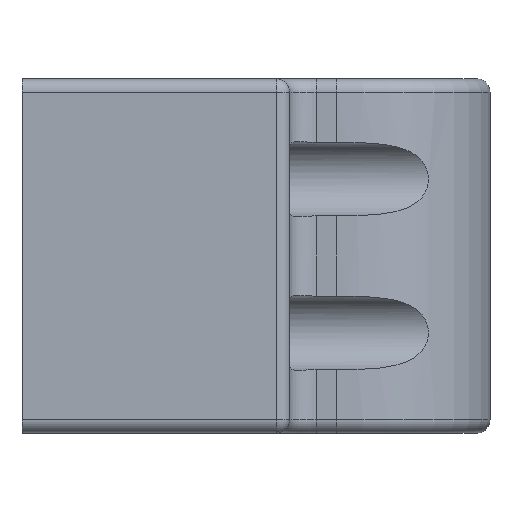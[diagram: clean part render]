
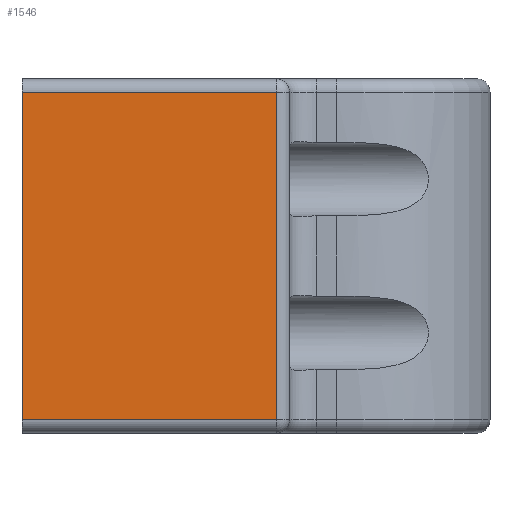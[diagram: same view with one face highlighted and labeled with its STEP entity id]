
A CAD part, left-side view. The second image highlights one B-rep face of the part: STEP entity #1546.
In plain terms, the highlighted planar face has unit normal (-1, 0, 0).
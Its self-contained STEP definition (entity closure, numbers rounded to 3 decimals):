
#13 = ORIENTED_EDGE ( 'NONE', *, *, #2152, .T. ) ;
#28 = CARTESIAN_POINT ( 'NONE',  ( -19.5, 35., 12.25 ) ) ;
#69 = LINE ( 'NONE', #361, #1930 ) ;
#157 = CARTESIAN_POINT ( 'NONE',  ( -19.5, 35., -12.25 ) ) ;
#160 = ORIENTED_EDGE ( 'NONE', *, *, #2435, .T. ) ;
#195 = VECTOR ( 'NONE', #1695, 1000. ) ;
#243 = ORIENTED_EDGE ( 'NONE', *, *, #1419, .F. ) ;
#320 = EDGE_LOOP ( 'NONE', ( #1010, #13, #160, #243 ) ) ;
#350 = CARTESIAN_POINT ( 'NONE',  ( -19.5, 16., 12.25 ) ) ;
#356 = PLANE ( 'NONE',  #1713 ) ;
#361 = CARTESIAN_POINT ( 'NONE',  ( -19.5, 16., 13.25 ) ) ;
#400 = CARTESIAN_POINT ( 'NONE',  ( -19.5, 35., -12.25 ) ) ;
#470 = VERTEX_POINT ( 'NONE', #157 ) ;
#568 = CARTESIAN_POINT ( 'NONE',  ( -19.5, 35., 13.25 ) ) ;
#757 = DIRECTION ( 'NONE',  ( 0., 0., 1. ) ) ;
#763 = DIRECTION ( 'NONE',  ( 0., 0., -1. ) ) ;
#777 = LINE ( 'NONE', #400, #1933 ) ;
#1010 = ORIENTED_EDGE ( 'NONE', *, *, #1556, .T. ) ;
#1089 = LINE ( 'NONE', #2511, #195 ) ;
#1419 = EDGE_CURVE ( 'NONE', #470, #2036, #2510, .T. ) ;
#1460 = VECTOR ( 'NONE', #2177, 1000. ) ;
#1530 = VERTEX_POINT ( 'NONE', #350 ) ;
#1546 = ADVANCED_FACE ( 'NONE', ( #2473 ), #356, .F. ) ;
#1556 = EDGE_CURVE ( 'NONE', #470, #2135, #777, .T. ) ;
#1695 = DIRECTION ( 'NONE',  ( 0., 1., 0. ) ) ;
#1713 = AXIS2_PLACEMENT_3D ( 'NONE', #568, #1965, #763 ) ;
#1884 = CARTESIAN_POINT ( 'NONE',  ( -19.5, 16., -12.25 ) ) ;
#1930 = VECTOR ( 'NONE', #757, 1000. ) ;
#1933 = VECTOR ( 'NONE', #2009, 1000. ) ;
#1965 = DIRECTION ( 'NONE',  ( 1., 0., 0. ) ) ;
#2009 = DIRECTION ( 'NONE',  ( 0., -1., 0. ) ) ;
#2036 = VERTEX_POINT ( 'NONE', #28 ) ;
#2135 = VERTEX_POINT ( 'NONE', #1884 ) ;
#2152 = EDGE_CURVE ( 'NONE', #2135, #1530, #69, .T. ) ;
#2177 = DIRECTION ( 'NONE',  ( 0., 0., 1. ) ) ;
#2377 = CARTESIAN_POINT ( 'NONE',  ( -19.5, 35., 13.25 ) ) ;
#2435 = EDGE_CURVE ( 'NONE', #1530, #2036, #1089, .T. ) ;
#2473 = FACE_OUTER_BOUND ( 'NONE', #320, .T. ) ;
#2510 = LINE ( 'NONE', #2377, #1460 ) ;
#2511 = CARTESIAN_POINT ( 'NONE',  ( -19.5, 35., 12.25 ) ) ;
